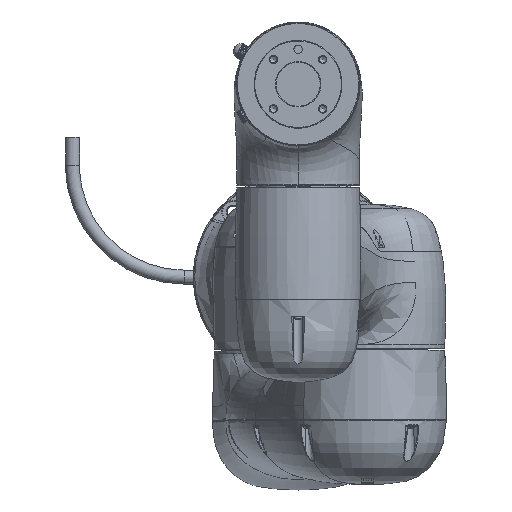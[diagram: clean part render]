
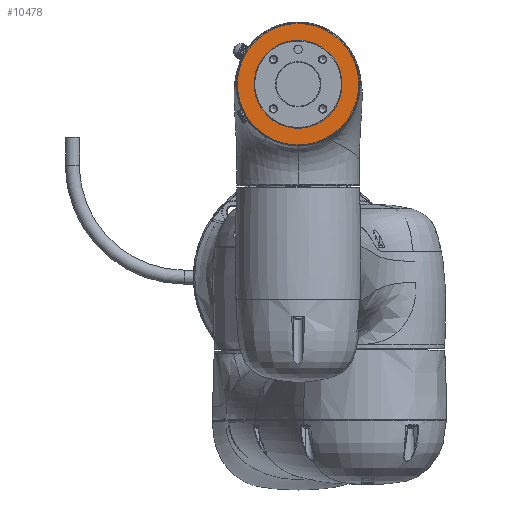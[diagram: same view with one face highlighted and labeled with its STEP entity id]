
A CAD part, top view. The second image highlights one B-rep face of the part: STEP entity #10478.
In plain terms, the highlighted planar face has unit normal (0, 0, 1).
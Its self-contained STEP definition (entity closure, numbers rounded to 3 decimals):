
#1943=PLANE('',#35681);
#6811=CIRCLE('',#35639,43.5);
#6830=CIRCLE('',#35678,31.5);
#10478=ADVANCED_FACE('',(#11780,#11781),#1943,.T.);
#11780=FACE_BOUND('',#13521,.T.);
#11781=FACE_BOUND('',#13522,.T.);
#13521=EDGE_LOOP('',(#20901));
#13522=EDGE_LOOP('',(#20902));
#20901=ORIENTED_EDGE('',*,*,#30506,.F.);
#20902=ORIENTED_EDGE('',*,*,#30487,.T.);
#26168=VERTEX_POINT('',#135550);
#26191=VERTEX_POINT('',#135612);
#30487=EDGE_CURVE('',#26168,#26168,#6811,.T.);
#30506=EDGE_CURVE('',#26191,#26191,#6830,.T.);
#35639=AXIS2_PLACEMENT_3D('',#135549,#41379,#41380);
#35678=AXIS2_PLACEMENT_3D('',#135611,#41457,#41458);
#35681=AXIS2_PLACEMENT_3D('',#135615,#41463,#41464);
#41379=DIRECTION('',(0.,0.,1.));
#41380=DIRECTION('',(-0.707,0.707,0.));
#41457=DIRECTION('',(0.,0.,1.));
#41458=DIRECTION('',(-0.707,-0.707,0.));
#41463=DIRECTION('',(0.,0.,1.));
#41464=DIRECTION('',(-0.707,0.707,0.));
#135549=CARTESIAN_POINT('',(0.,0.,-6.5));
#135550=CARTESIAN_POINT('',(-30.759,30.759,-6.5));
#135611=CARTESIAN_POINT('',(0.,0.,-6.5));
#135612=CARTESIAN_POINT('',(-22.274,-22.274,-6.5));
#135615=CARTESIAN_POINT('',(0.,0.,-6.5));
